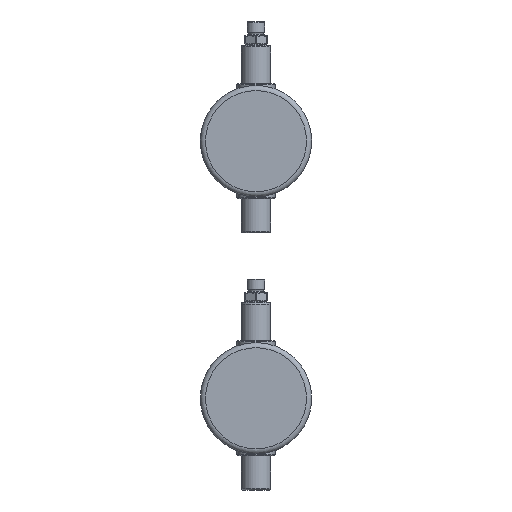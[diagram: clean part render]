
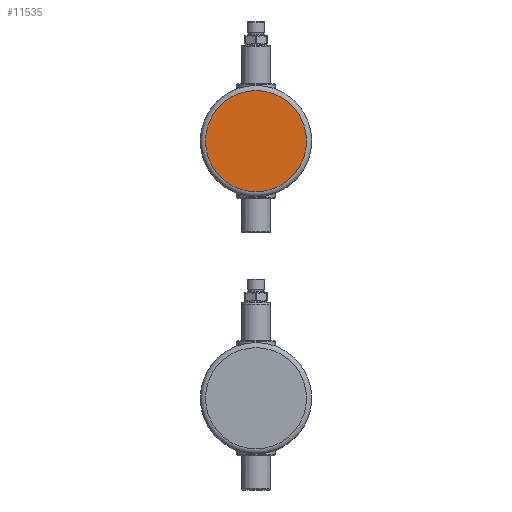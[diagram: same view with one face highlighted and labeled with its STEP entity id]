
A CAD part, front view. The second image highlights one B-rep face of the part: STEP entity #11535.
In plain terms, the highlighted planar face has unit normal (0, -1, 0).
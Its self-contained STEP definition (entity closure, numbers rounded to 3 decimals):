
#355=PLANE('',#12406);
#2335=CIRCLE('',#12401,59.);
#3023=ORIENTED_EDGE('',*,*,#6212,.T.);
#6212=EDGE_CURVE('',#7813,#7813,#2335,.F.);
#7813=VERTEX_POINT('',#17276);
#9289=EDGE_LOOP('',(#3023));
#10352=FACE_BOUND('',#9289,.T.);
#11535=ADVANCED_FACE('',(#10352),#355,.F.);
#12401=AXIS2_PLACEMENT_3D('',#17275,#13674,#13675);
#12406=AXIS2_PLACEMENT_3D('',#17284,#13684,#13685);
#13674=DIRECTION('',(0.,1.,0.));
#13675=DIRECTION('',(0.,0.,1.));
#13684=DIRECTION('',(0.,1.,0.));
#13685=DIRECTION('',(0.,0.,1.));
#17275=CARTESIAN_POINT('',(0.,-14.5,0.));
#17276=CARTESIAN_POINT('',(0.,-14.5,59.));
#17284=CARTESIAN_POINT('',(0.,-14.5,0.));
